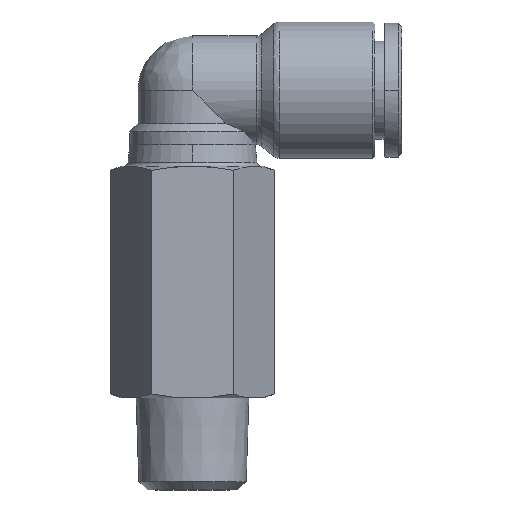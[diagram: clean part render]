
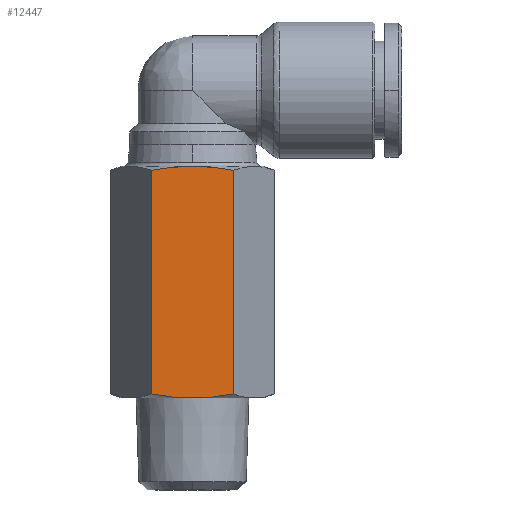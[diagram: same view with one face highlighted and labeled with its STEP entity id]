
A CAD part, front view. The second image highlights one B-rep face of the part: STEP entity #12447.
In plain terms, the highlighted planar face has unit normal (0, -1, 0).
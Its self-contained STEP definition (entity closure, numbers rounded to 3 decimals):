
#594 = CARTESIAN_POINT ( 'NONE',  ( -4.326, -8.5, -9.579 ) ) ;
#846 = CARTESIAN_POINT ( 'NONE',  ( -12.515, -8.5, -36.59 ) ) ;
#1145 = CARTESIAN_POINT ( 'NONE',  ( -9.233, -8.5, -9.1 ) ) ;
#1317 = EDGE_CURVE ( 'NONE', #12646, #5145, #4176, .T. ) ;
#1585 = LINE ( 'NONE', #3424, #16042 ) ;
#1621 = EDGE_CURVE ( 'NONE', #8434, #15555, #8076, .T. ) ;
#1827 = EDGE_CURVE ( 'NONE', #12646, #11330, #3370, .T. ) ;
#2208 = CARTESIAN_POINT ( 'NONE',  ( -9.233, -8.5, -36.8 ) ) ;
#2457 = CARTESIAN_POINT ( 'NONE',  ( -4.326, -8.5, -36.321 ) ) ;
#2636 = CARTESIAN_POINT ( 'NONE',  ( -9.233, -8.5, -36.8 ) ) ;
#2655 = CARTESIAN_POINT ( 'NONE',  ( -9.233, -8.5, -9.1 ) ) ;
#3370 = LINE ( 'NONE', #10613, #6324 ) ;
#3424 = CARTESIAN_POINT ( 'NONE',  ( -14.141, -8.5, -36.8 ) ) ;
#3587 = CARTESIAN_POINT ( 'NONE',  ( -14.141, -8.5, -9.579 ) ) ;
#3819 = B_SPLINE_CURVE_WITH_KNOTS ( 'NONE', 3,
 ( #13908, #6222, #6440, #10117, #13745, #2655 ),
 .UNSPECIFIED., .F., .F.,
 ( 4, 2, 4 ),
 ( 0., 0.002, 0.005 ),
 .UNSPECIFIED. ) ;
#3876 = ORIENTED_EDGE ( 'NONE', *, *, #9622, .T. ) ;
#4176 = B_SPLINE_CURVE_WITH_KNOTS ( 'NONE', 3,
 ( #2457, #15046, #5032, #9980, #11227, #11333 ),
 .UNSPECIFIED., .F., .F.,
 ( 4, 2, 4 ),
 ( 0., 0.002, 0.005 ),
 .UNSPECIFIED. ) ;
#4471 = ORIENTED_EDGE ( 'NONE', *, *, #7531, .F. ) ;
#5032 = CARTESIAN_POINT ( 'NONE',  ( -5.951, -8.5, -36.59 ) ) ;
#5145 = VERTEX_POINT ( 'NONE', #2636 ) ;
#5224 = VERTEX_POINT ( 'NONE', #5375 ) ;
#5375 = CARTESIAN_POINT ( 'NONE',  ( -14.141, -8.5, -36.321 ) ) ;
#5686 = PLANE ( 'NONE',  #14804 ) ;
#5734 = DIRECTION ( 'NONE',  ( 0., 0., 1. ) ) ;
#5957 = ORIENTED_EDGE ( 'NONE', *, *, #1827, .T. ) ;
#5967 = CARTESIAN_POINT ( 'NONE',  ( -4.326, -8.5, -36.321 ) ) ;
#6000 = CARTESIAN_POINT ( 'NONE',  ( -14.141, -8.5, -36.321 ) ) ;
#6185 = DIRECTION ( 'NONE',  ( 0., -1., 0. ) ) ;
#6222 = CARTESIAN_POINT ( 'NONE',  ( -5.137, -8.5, -9.431 ) ) ;
#6298 = DIRECTION ( 'NONE',  ( 0., 0., -1. ) ) ;
#6324 = VECTOR ( 'NONE', #5734, 1000. ) ;
#6440 = CARTESIAN_POINT ( 'NONE',  ( -5.951, -8.5, -9.31 ) ) ;
#7531 = EDGE_CURVE ( 'NONE', #5145, #5224, #8432, .T. ) ;
#7542 = EDGE_LOOP ( 'NONE', ( #15657, #4471, #8027, #5957, #3876, #11688 ) ) ;
#8023 = CARTESIAN_POINT ( 'NONE',  ( -14.141, -8.5, -9.579 ) ) ;
#8027 = ORIENTED_EDGE ( 'NONE', *, *, #1317, .F. ) ;
#8076 = B_SPLINE_CURVE_WITH_KNOTS ( 'NONE', 3,
 ( #15478, #11820, #12912, #13029, #13087, #8023 ),
 .UNSPECIFIED., .F., .F.,
 ( 4, 2, 4 ),
 ( 0., 0.002, 0.005 ),
 .UNSPECIFIED. ) ;
#8432 = B_SPLINE_CURVE_WITH_KNOTS ( 'NONE', 3,
 ( #2208, #15903, #9574, #846, #13397, #6000 ),
 .UNSPECIFIED., .F., .F.,
 ( 4, 2, 4 ),
 ( 0., 0.002, 0.005 ),
 .UNSPECIFIED. ) ;
#8434 = VERTEX_POINT ( 'NONE', #1145 ) ;
#9574 = CARTESIAN_POINT ( 'NONE',  ( -10.88, -8.5, -36.755 ) ) ;
#9622 = EDGE_CURVE ( 'NONE', #11330, #8434, #3819, .T. ) ;
#9980 = CARTESIAN_POINT ( 'NONE',  ( -7.586, -8.5, -36.755 ) ) ;
#10117 = CARTESIAN_POINT ( 'NONE',  ( -7.586, -8.5, -9.145 ) ) ;
#10613 = CARTESIAN_POINT ( 'NONE',  ( -4.326, -8.5, -36.8 ) ) ;
#11019 = CARTESIAN_POINT ( 'NONE',  ( -4.326, -8.5, -36.8 ) ) ;
#11227 = CARTESIAN_POINT ( 'NONE',  ( -8.408, -8.5, -36.8 ) ) ;
#11330 = VERTEX_POINT ( 'NONE', #594 ) ;
#11333 = CARTESIAN_POINT ( 'NONE',  ( -9.233, -8.5, -36.8 ) ) ;
#11688 = ORIENTED_EDGE ( 'NONE', *, *, #1621, .T. ) ;
#11820 = CARTESIAN_POINT ( 'NONE',  ( -10.059, -8.5, -9.1 ) ) ;
#12007 = EDGE_CURVE ( 'NONE', #5224, #15555, #1585, .T. ) ;
#12268 = FACE_OUTER_BOUND ( 'NONE', #7542, .T. ) ;
#12447 = ADVANCED_FACE ( 'NONE', ( #12268 ), #5686, .T. ) ;
#12646 = VERTEX_POINT ( 'NONE', #5967 ) ;
#12912 = CARTESIAN_POINT ( 'NONE',  ( -10.88, -8.5, -9.145 ) ) ;
#13029 = CARTESIAN_POINT ( 'NONE',  ( -12.515, -8.5, -9.31 ) ) ;
#13087 = CARTESIAN_POINT ( 'NONE',  ( -13.329, -8.5, -9.431 ) ) ;
#13350 = DIRECTION ( 'NONE',  ( 0., 0., 1. ) ) ;
#13397 = CARTESIAN_POINT ( 'NONE',  ( -13.329, -8.5, -36.469 ) ) ;
#13745 = CARTESIAN_POINT ( 'NONE',  ( -8.408, -8.5, -9.1 ) ) ;
#13908 = CARTESIAN_POINT ( 'NONE',  ( -4.326, -8.5, -9.579 ) ) ;
#14804 = AXIS2_PLACEMENT_3D ( 'NONE', #11019, #6185, #6298 ) ;
#15046 = CARTESIAN_POINT ( 'NONE',  ( -5.137, -8.5, -36.469 ) ) ;
#15478 = CARTESIAN_POINT ( 'NONE',  ( -9.233, -8.5, -9.1 ) ) ;
#15555 = VERTEX_POINT ( 'NONE', #3587 ) ;
#15657 = ORIENTED_EDGE ( 'NONE', *, *, #12007, .F. ) ;
#15903 = CARTESIAN_POINT ( 'NONE',  ( -10.059, -8.5, -36.8 ) ) ;
#16042 = VECTOR ( 'NONE', #13350, 1000. ) ;
